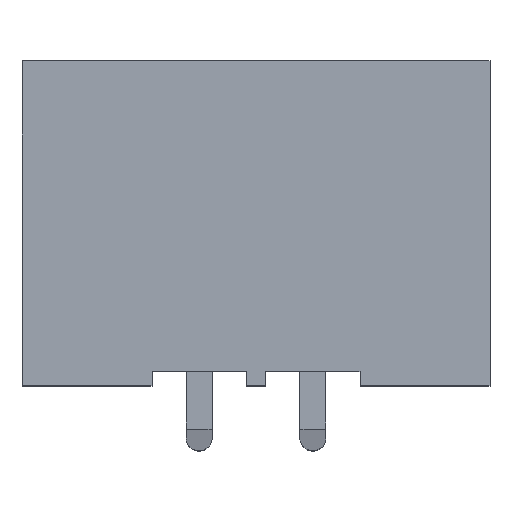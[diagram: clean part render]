
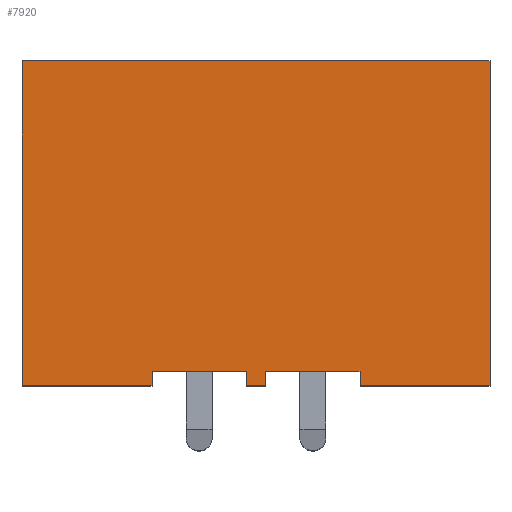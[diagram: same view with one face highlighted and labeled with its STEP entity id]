
A CAD part, top view. The second image highlights one B-rep face of the part: STEP entity #7920.
In plain terms, the highlighted planar face has unit normal (0, 0, 1).
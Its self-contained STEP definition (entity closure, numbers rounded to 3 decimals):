
#981=ORIENTED_EDGE('',*,*,#2987,.T.);
#982=ORIENTED_EDGE('',*,*,#2675,.T.);
#983=ORIENTED_EDGE('',*,*,#2834,.T.);
#984=ORIENTED_EDGE('',*,*,#2931,.T.);
#985=ORIENTED_EDGE('',*,*,#2929,.T.);
#986=ORIENTED_EDGE('',*,*,#2926,.T.);
#987=ORIENTED_EDGE('',*,*,#2988,.F.);
#988=ORIENTED_EDGE('',*,*,#2989,.F.);
#989=ORIENTED_EDGE('',*,*,#2990,.F.);
#990=ORIENTED_EDGE('',*,*,#2991,.T.);
#991=ORIENTED_EDGE('',*,*,#2992,.T.);
#992=ORIENTED_EDGE('',*,*,#2993,.T.);
#2675=EDGE_CURVE('',#3820,#3819,#4587,.T.);
#2834=EDGE_CURVE('',#3819,#3939,#4707,.T.);
#2926=EDGE_CURVE('',#3986,#3991,#4785,.T.);
#2929=EDGE_CURVE('',#3992,#3986,#4788,.T.);
#2931=EDGE_CURVE('',#3939,#3992,#4790,.T.);
#2987=EDGE_CURVE('',#4027,#3820,#4835,.T.);
#2988=EDGE_CURVE('',#4028,#3991,#4836,.T.);
#2989=EDGE_CURVE('',#4029,#4028,#4837,.T.);
#2990=EDGE_CURVE('',#4030,#4029,#4838,.T.);
#2991=EDGE_CURVE('',#4030,#4031,#4839,.T.);
#2992=EDGE_CURVE('',#4031,#4032,#4840,.T.);
#2993=EDGE_CURVE('',#4032,#4027,#4841,.T.);
#3819=VERTEX_POINT('',#11011);
#3820=VERTEX_POINT('',#11013);
#3939=VERTEX_POINT('',#11344);
#3986=VERTEX_POINT('',#11514);
#3991=VERTEX_POINT('',#11524);
#3992=VERTEX_POINT('',#11528);
#4027=VERTEX_POINT('',#11653);
#4028=VERTEX_POINT('',#11655);
#4029=VERTEX_POINT('',#11657);
#4030=VERTEX_POINT('',#11659);
#4031=VERTEX_POINT('',#11661);
#4032=VERTEX_POINT('',#11663);
#4587=LINE('',#11012,#5544);
#4707=LINE('',#11343,#5664);
#4785=LINE('',#11525,#5742);
#4788=LINE('',#11531,#5745);
#4790=LINE('',#11534,#5747);
#4835=LINE('',#11652,#5792);
#4836=LINE('',#11654,#5793);
#4837=LINE('',#11656,#5794);
#4838=LINE('',#11658,#5795);
#4839=LINE('',#11660,#5796);
#4840=LINE('',#11662,#5797);
#4841=LINE('',#11664,#5798);
#5544=VECTOR('',#8911,1000.);
#5664=VECTOR('',#9189,1000.);
#5742=VECTOR('',#9369,1000.);
#5745=VECTOR('',#9374,1000.);
#5747=VECTOR('',#9378,1000.);
#5792=VECTOR('',#9503,1000.);
#5793=VECTOR('',#9504,1000.);
#5794=VECTOR('',#9505,1000.);
#5795=VECTOR('',#9506,1000.);
#5796=VECTOR('',#9507,1000.);
#5797=VECTOR('',#9508,1000.);
#5798=VECTOR('',#9509,1000.);
#6603=EDGE_LOOP('',(#981,#982,#983,#984,#985,#986,#987,#988,#989,#990,#991,
#992));
#7093=FACE_BOUND('',#6603,.T.);
#7540=PLANE('',#8448);
#7920=ADVANCED_FACE('',(#7093),#7540,.T.);
#8448=AXIS2_PLACEMENT_3D('',#11651,#9501,#9502);
#8911=DIRECTION('',(0.,1.,0.));
#9189=DIRECTION('',(1.,0.,0.));
#9369=DIRECTION('',(0.,1.,0.));
#9374=DIRECTION('',(1.,0.,0.));
#9378=DIRECTION('',(0.,-1.,0.));
#9501=DIRECTION('',(0.,0.,1.));
#9502=DIRECTION('',(0.,1.,0.));
#9503=DIRECTION('',(1.,0.,0.));
#9504=DIRECTION('',(1.,0.,0.));
#9505=DIRECTION('',(0.,1.,0.));
#9506=DIRECTION('',(-1.,0.,0.));
#9507=DIRECTION('',(0.,1.,0.));
#9508=DIRECTION('',(1.,0.,0.));
#9509=DIRECTION('',(0.,-1.,0.));
#11011=CARTESIAN_POINT('',(-4.95,-9.55,2.9));
#11012=CARTESIAN_POINT('',(-4.95,-10.,2.9));
#11013=CARTESIAN_POINT('',(-4.95,-10.,2.9));
#11343=CARTESIAN_POINT('',(-4.95,-9.55,2.9));
#11344=CARTESIAN_POINT('',(-2.05,-9.55,2.9));
#11514=CARTESIAN_POINT('',(1.95,-10.,2.9));
#11524=CARTESIAN_POINT('',(1.95,0.,2.9));
#11525=CARTESIAN_POINT('',(1.95,-10.,2.9));
#11528=CARTESIAN_POINT('',(-2.05,-10.,2.9));
#11531=CARTESIAN_POINT('',(-2.05,-10.,2.9));
#11534=CARTESIAN_POINT('',(-2.05,-9.55,2.9));
#11651=CARTESIAN_POINT('',(-5.35,-5.,2.9));
#11652=CARTESIAN_POINT('',(-5.55,-10.,2.9));
#11653=CARTESIAN_POINT('',(-5.55,-10.,2.9));
#11654=CARTESIAN_POINT('',(-12.45,0.,2.9));
#11655=CARTESIAN_POINT('',(-12.45,0.,2.9));
#11656=CARTESIAN_POINT('',(-12.45,-10.,2.9));
#11657=CARTESIAN_POINT('',(-12.45,-10.,2.9));
#11658=CARTESIAN_POINT('',(-8.45,-10.,2.9));
#11659=CARTESIAN_POINT('',(-8.45,-10.,2.9));
#11660=CARTESIAN_POINT('',(-8.45,-10.,2.9));
#11661=CARTESIAN_POINT('',(-8.45,-9.55,2.9));
#11662=CARTESIAN_POINT('',(-8.45,-9.55,2.9));
#11663=CARTESIAN_POINT('',(-5.55,-9.55,2.9));
#11664=CARTESIAN_POINT('',(-5.55,-9.55,2.9));
